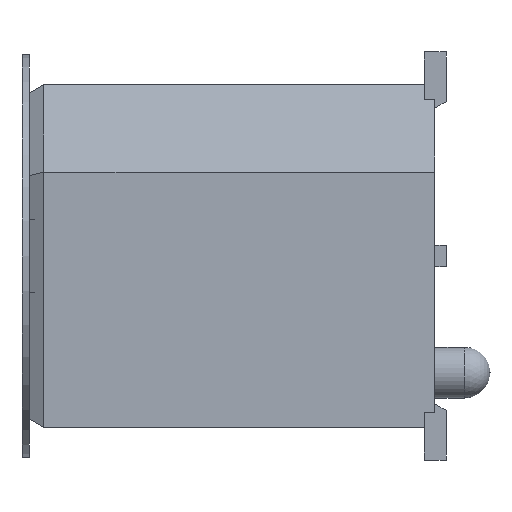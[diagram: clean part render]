
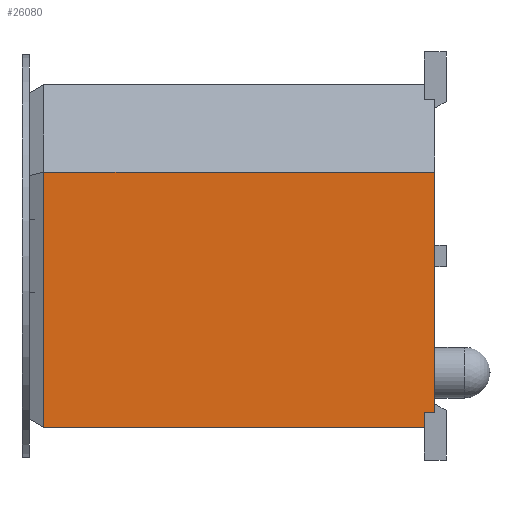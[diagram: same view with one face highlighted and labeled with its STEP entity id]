
A CAD part, left-side view. The second image highlights one B-rep face of the part: STEP entity #26080.
In plain terms, the highlighted face is planar.
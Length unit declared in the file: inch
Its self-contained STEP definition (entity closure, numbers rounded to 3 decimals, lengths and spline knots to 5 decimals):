
#194=LINE('',#35426,#3992);
#1217=LINE('',#37459,#5015);
#1219=LINE('',#37463,#5017);
#1220=LINE('',#37465,#5018);
#1221=LINE('',#37467,#5019);
#1222=LINE('',#37468,#5020);
#3992=VECTOR('',#28790,39.37008);
#5015=VECTOR('',#30001,39.37008);
#5017=VECTOR('',#30005,39.37008);
#5018=VECTOR('',#30006,39.37008);
#5019=VECTOR('',#30007,39.37008);
#5020=VECTOR('',#30008,39.37008);
#8921=ORIENTED_EDGE('',*,*,#16601,.F.);
#8922=ORIENTED_EDGE('',*,*,#15576,.T.);
#8923=ORIENTED_EDGE('',*,*,#16602,.F.);
#8924=ORIENTED_EDGE('',*,*,#16603,.F.);
#8925=ORIENTED_EDGE('',*,*,#16599,.T.);
#8926=ORIENTED_EDGE('',*,*,#16604,.F.);
#15576=EDGE_CURVE('',#19469,#19468,#194,.T.);
#16599=EDGE_CURVE('',#20385,#20384,#1217,.T.);
#16601=EDGE_CURVE('',#19469,#20386,#1219,.T.);
#16602=EDGE_CURVE('',#20387,#19468,#1220,.T.);
#16603=EDGE_CURVE('',#20385,#20387,#1221,.T.);
#16604=EDGE_CURVE('',#20386,#20384,#1222,.T.);
#19468=VERTEX_POINT('',#35425);
#19469=VERTEX_POINT('',#35427);
#20384=VERTEX_POINT('',#37458);
#20385=VERTEX_POINT('',#37460);
#20386=VERTEX_POINT('',#37464);
#20387=VERTEX_POINT('',#37466);
#22168=EDGE_LOOP('',(#8921,#8922,#8923,#8924,#8925,#8926));
#23494=FACE_BOUND('',#22168,.T.);
#24812=PLANE('',#27459);
#26080=ADVANCED_FACE('',(#23494),#24812,.F.);
#27459=AXIS2_PLACEMENT_3D('',#37462,#30003,#30004);
#28790=DIRECTION('',(0.,0.,-1.));
#30001=DIRECTION('',(0.,-1.,0.));
#30003=DIRECTION('',(-1.,0.,0.));
#30004=DIRECTION('',(0.,0.,1.));
#30005=DIRECTION('',(0.,1.,0.));
#30006=DIRECTION('',(0.,-1.,0.));
#30007=DIRECTION('',(0.,0.,-1.));
#30008=DIRECTION('',(0.,0.,1.));
#35425=CARTESIAN_POINT('',(0.7875,0.,-0.0575));
#35426=CARTESIAN_POINT('',(0.7875,0.,0.1175));
#35427=CARTESIAN_POINT('',(0.7875,0.,0.1075));
#37458=CARTESIAN_POINT('',(0.7875,0.007,0.1175));
#37459=CARTESIAN_POINT('',(0.7875,0.2681,0.1175));
#37460=CARTESIAN_POINT('',(0.7875,0.2681,0.1175));
#37462=CARTESIAN_POINT('',(0.7875,0.2681,0.1175));
#37463=CARTESIAN_POINT('',(0.7875,0.2681,0.1075));
#37464=CARTESIAN_POINT('',(0.7875,0.007,0.1075));
#37465=CARTESIAN_POINT('',(0.7875,0.2681,-0.0575));
#37466=CARTESIAN_POINT('',(0.7875,0.2681,-0.0575));
#37467=CARTESIAN_POINT('',(0.7875,0.2681,0.1175));
#37468=CARTESIAN_POINT('',(0.7875,0.007,0.1175));
